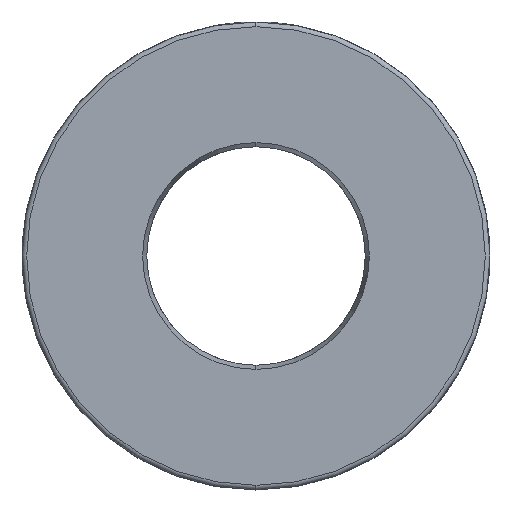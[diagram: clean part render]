
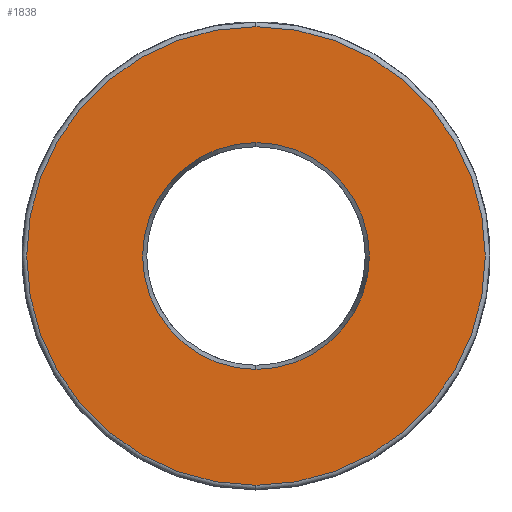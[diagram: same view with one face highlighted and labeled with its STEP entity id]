
A CAD part, front view. The second image highlights one B-rep face of the part: STEP entity #1838.
In plain terms, the highlighted planar face has unit normal (0, -1, 0).
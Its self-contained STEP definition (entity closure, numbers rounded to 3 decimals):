
#152 = DIRECTION ( 'NONE',  ( 0., 0., 1. ) ) ;
#282 = VERTEX_POINT ( 'NONE', #3805 ) ;
#411 = AXIS2_PLACEMENT_3D ( 'NONE', #2403, #2111, #152 ) ;
#531 = AXIS2_PLACEMENT_3D ( 'NONE', #4371, #4278, #1661 ) ;
#596 = CIRCLE ( 'NONE', #2382, 7.268 ) ;
#696 = CIRCLE ( 'NONE', #531, 14.7 ) ;
#812 = DIRECTION ( 'NONE',  ( 0., 0., 1. ) ) ;
#819 = ORIENTED_EDGE ( 'NONE', *, *, #1260, .T. ) ;
#1115 = FACE_OUTER_BOUND ( 'NONE', #1406, .T. ) ;
#1260 = EDGE_CURVE ( 'NONE', #282, #4297, #596, .T. ) ;
#1377 = EDGE_CURVE ( 'NONE', #3906, #2498, #696, .T. ) ;
#1406 = EDGE_LOOP ( 'NONE', ( #1632, #1996 ) ) ;
#1495 = AXIS2_PLACEMENT_3D ( 'NONE', #1580, #3367, #1532 ) ;
#1527 = DIRECTION ( 'NONE',  ( 0., 1., 0. ) ) ;
#1532 = DIRECTION ( 'NONE',  ( 0., 0., 1. ) ) ;
#1580 = CARTESIAN_POINT ( 'NONE',  ( 0., 0., 0. ) ) ;
#1632 = ORIENTED_EDGE ( 'NONE', *, *, #1907, .T. ) ;
#1661 = DIRECTION ( 'NONE',  ( 0., 0., 1. ) ) ;
#1725 = AXIS2_PLACEMENT_3D ( 'NONE', #3770, #3395, #3423 ) ;
#1838 = ADVANCED_FACE ( 'NONE', ( #3515, #1115 ), #4035, .F. ) ;
#1867 = CIRCLE ( 'NONE', #1495, 14.7 ) ;
#1907 = EDGE_CURVE ( 'NONE', #2498, #3906, #1867, .T. ) ;
#1996 = ORIENTED_EDGE ( 'NONE', *, *, #1377, .T. ) ;
#2111 = DIRECTION ( 'NONE',  ( 0., 1., 0. ) ) ;
#2382 = AXIS2_PLACEMENT_3D ( 'NONE', #4597, #1527, #812 ) ;
#2403 = CARTESIAN_POINT ( 'NONE',  ( 15., 0., 0. ) ) ;
#2498 = VERTEX_POINT ( 'NONE', #3750 ) ;
#3035 = EDGE_CURVE ( 'NONE', #4297, #282, #4420, .T. ) ;
#3365 = CARTESIAN_POINT ( 'NONE',  ( 0., 0., 7.268 ) ) ;
#3367 = DIRECTION ( 'NONE',  ( 0., -1., 0. ) ) ;
#3395 = DIRECTION ( 'NONE',  ( 0., 1., 0. ) ) ;
#3423 = DIRECTION ( 'NONE',  ( 0., 0., 1. ) ) ;
#3515 = FACE_BOUND ( 'NONE', #4237, .T. ) ;
#3713 = ORIENTED_EDGE ( 'NONE', *, *, #3035, .T. ) ;
#3750 = CARTESIAN_POINT ( 'NONE',  ( 0., 0., 14.7 ) ) ;
#3770 = CARTESIAN_POINT ( 'NONE',  ( 0., 0., 0. ) ) ;
#3805 = CARTESIAN_POINT ( 'NONE',  ( 0., 0., -7.268 ) ) ;
#3906 = VERTEX_POINT ( 'NONE', #4481 ) ;
#4035 = PLANE ( 'NONE',  #411 ) ;
#4237 = EDGE_LOOP ( 'NONE', ( #819, #3713 ) ) ;
#4278 = DIRECTION ( 'NONE',  ( 0., -1., 0. ) ) ;
#4297 = VERTEX_POINT ( 'NONE', #3365 ) ;
#4371 = CARTESIAN_POINT ( 'NONE',  ( 0., 0., 0. ) ) ;
#4420 = CIRCLE ( 'NONE', #1725, 7.268 ) ;
#4481 = CARTESIAN_POINT ( 'NONE',  ( 0., 0., -14.7 ) ) ;
#4597 = CARTESIAN_POINT ( 'NONE',  ( 0., 0., 0. ) ) ;
